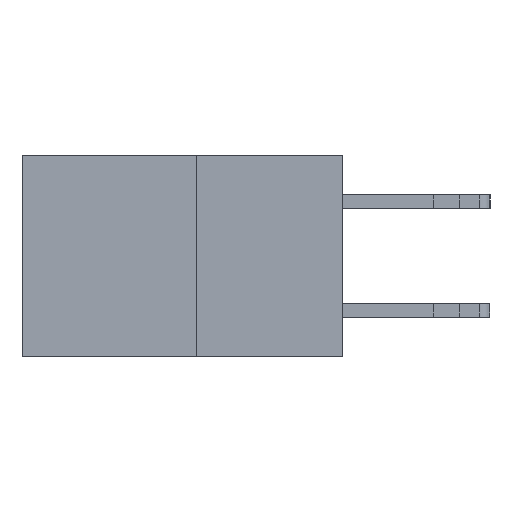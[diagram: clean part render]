
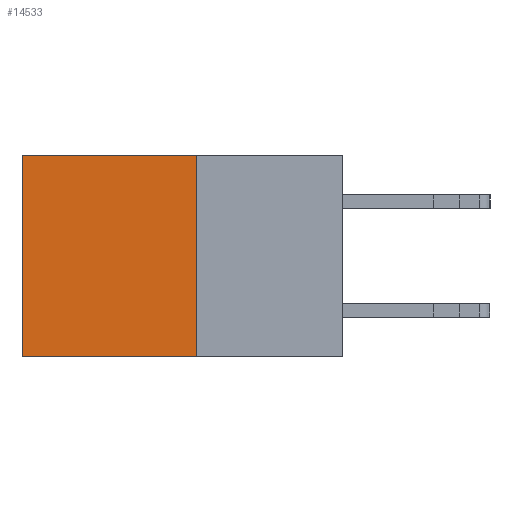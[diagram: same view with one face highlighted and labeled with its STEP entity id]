
A CAD part, left-side view. The second image highlights one B-rep face of the part: STEP entity #14533.
In plain terms, the highlighted planar face has unit normal (-1, 0, 0).
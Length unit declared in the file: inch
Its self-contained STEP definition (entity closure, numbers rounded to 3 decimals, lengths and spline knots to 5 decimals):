
#1266 = ORIENTED_EDGE ( 'NONE', *, *, #18962, .F. ) ;
#1322 = EDGE_CURVE ( 'NONE', #12211, #2024, #10720, .T. ) ;
#2024 = VERTEX_POINT ( 'NONE', #20470 ) ;
#2170 = VECTOR ( 'NONE', #14241, 39.37008 ) ;
#2193 = VECTOR ( 'NONE', #13476, 39.37008 ) ;
#3735 = PLANE ( 'NONE',  #7121 ) ;
#4556 = CARTESIAN_POINT ( 'NONE',  ( 0.277, 0.59, -0.37 ) ) ;
#5646 = FACE_OUTER_BOUND ( 'NONE', #23414, .T. ) ;
#5878 = ORIENTED_EDGE ( 'NONE', *, *, #16988, .T. ) ;
#6137 = VERTEX_POINT ( 'NONE', #6872 ) ;
#6872 = CARTESIAN_POINT ( 'NONE',  ( 0.277, 0.59, 0. ) ) ;
#6886 = CARTESIAN_POINT ( 'NONE',  ( 0.277, 0.27, 0. ) ) ;
#7121 = AXIS2_PLACEMENT_3D ( 'NONE', #17282, #19179, #7686 ) ;
#7332 = LINE ( 'NONE', #20097, #22037 ) ;
#7686 = DIRECTION ( 'NONE',  ( 0., 0., -1. ) ) ;
#10522 = DIRECTION ( 'NONE',  ( 0., 1., 0. ) ) ;
#10720 = LINE ( 'NONE', #24044, #22132 ) ;
#10970 = EDGE_CURVE ( 'NONE', #12211, #6137, #18856, .T. ) ;
#11513 = CARTESIAN_POINT ( 'NONE',  ( 0.277, 0.27, 0. ) ) ;
#12211 = VERTEX_POINT ( 'NONE', #6886 ) ;
#13476 = DIRECTION ( 'NONE',  ( 0., 1., 0. ) ) ;
#13942 = VERTEX_POINT ( 'NONE', #15898 ) ;
#14094 = ORIENTED_EDGE ( 'NONE', *, *, #10970, .T. ) ;
#14241 = DIRECTION ( 'NONE',  ( 0., 0., -1. ) ) ;
#14533 = ADVANCED_FACE ( 'NONE', ( #5646 ), #3735, .F. ) ;
#15898 = CARTESIAN_POINT ( 'NONE',  ( 0.277, 0.59, -0.37 ) ) ;
#16988 = EDGE_CURVE ( 'NONE', #6137, #13942, #22102, .T. ) ;
#17282 = CARTESIAN_POINT ( 'NONE',  ( 0.277, 0.27, -0.37 ) ) ;
#18856 = LINE ( 'NONE', #11513, #2193 ) ;
#18962 = EDGE_CURVE ( 'NONE', #2024, #13942, #7332, .T. ) ;
#19179 = DIRECTION ( 'NONE',  ( 1., 0., 0. ) ) ;
#20097 = CARTESIAN_POINT ( 'NONE',  ( 0.277, 0.27, -0.37 ) ) ;
#20470 = CARTESIAN_POINT ( 'NONE',  ( 0.277, 0.27, -0.37 ) ) ;
#22037 = VECTOR ( 'NONE', #10522, 39.37008 ) ;
#22102 = LINE ( 'NONE', #4556, #2170 ) ;
#22132 = VECTOR ( 'NONE', #22573, 39.37008 ) ;
#22573 = DIRECTION ( 'NONE',  ( 0., 0., -1. ) ) ;
#23029 = ORIENTED_EDGE ( 'NONE', *, *, #1322, .F. ) ;
#23414 = EDGE_LOOP ( 'NONE', ( #5878, #1266, #23029, #14094 ) ) ;
#24044 = CARTESIAN_POINT ( 'NONE',  ( 0.277, 0.27, -0.37 ) ) ;
